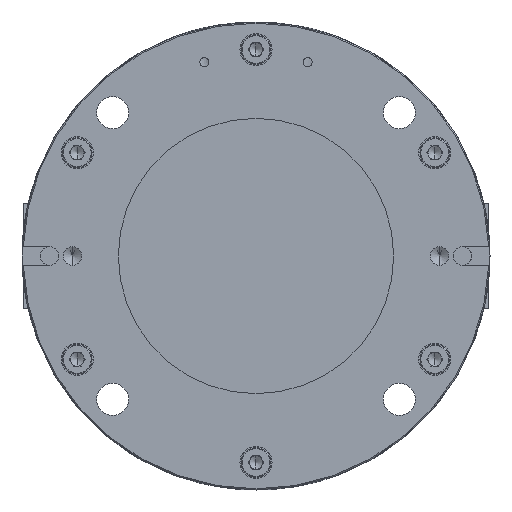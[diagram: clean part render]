
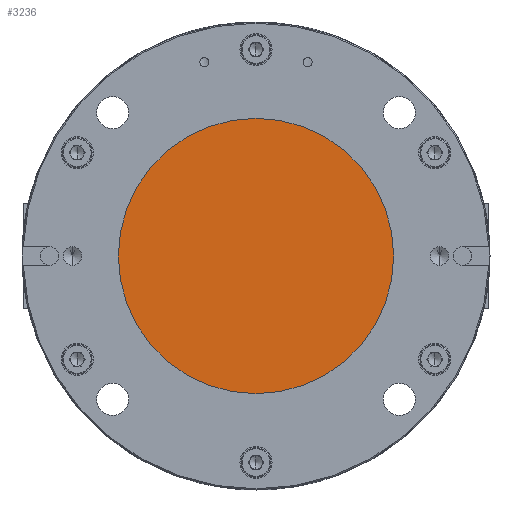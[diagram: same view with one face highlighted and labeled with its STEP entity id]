
A CAD part, front view. The second image highlights one B-rep face of the part: STEP entity #3236.
In plain terms, the highlighted planar face has unit normal (0, -1, 0).
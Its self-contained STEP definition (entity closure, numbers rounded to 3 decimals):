
#1327 = EDGE_CURVE ( 'NONE', #17226, #17227, #11758, .T. ) ;
#1401 = EDGE_CURVE ( 'NONE', #17227, #17226, #11836, .T. ) ;
#2130 = ORIENTED_EDGE ( 'NONE', *, *, #1401, .T. ) ;
#2131 = ORIENTED_EDGE ( 'NONE', *, *, #1327, .T. ) ;
#3236 = ADVANCED_FACE ( 'NONE', ( #15514 ), #14721, .T. ) ;
#5970 = AXIS2_PLACEMENT_3D ( 'NONE', #13520, #13522, #13523 ) ;
#6019 = AXIS2_PLACEMENT_3D ( 'NONE', #14043, #14050, #14051 ) ;
#6152 = AXIS2_PLACEMENT_3D ( 'NONE', #14720, #14723, #14724 ) ;
#11758 = CIRCLE ( 'NONE', #5970, 60. ) ;
#11836 = CIRCLE ( 'NONE', #6019, 60. ) ;
#13520 = CARTESIAN_POINT ( 'NONE',  ( 0., 1., 0. ) ) ;
#13522 = DIRECTION ( 'NONE',  ( 0., -1., 0. ) ) ;
#13523 = DIRECTION ( 'NONE',  ( 0., 0., -1. ) ) ;
#14043 = CARTESIAN_POINT ( 'NONE',  ( 0., 1., 0. ) ) ;
#14050 = DIRECTION ( 'NONE',  ( 0., -1., 0. ) ) ;
#14051 = DIRECTION ( 'NONE',  ( 0., 0., -1. ) ) ;
#14720 = CARTESIAN_POINT ( 'NONE',  ( 0., 1., 0. ) ) ;
#14721 = PLANE ( 'NONE',  #6152 ) ;
#14723 = DIRECTION ( 'NONE',  ( 0., -1., 0. ) ) ;
#14724 = DIRECTION ( 'NONE',  ( 0., 0., -1. ) ) ;
#15514 = FACE_OUTER_BOUND ( 'NONE', #17985, .T. ) ;
#16101 = CARTESIAN_POINT ( 'NONE',  ( 0., 1., 60. ) ) ;
#16102 = CARTESIAN_POINT ( 'NONE',  ( 0., 1., -60. ) ) ;
#17226 = VERTEX_POINT ( 'NONE', #16101 ) ;
#17227 = VERTEX_POINT ( 'NONE', #16102 ) ;
#17985 = EDGE_LOOP ( 'NONE', ( #2130, #2131 ) ) ;
